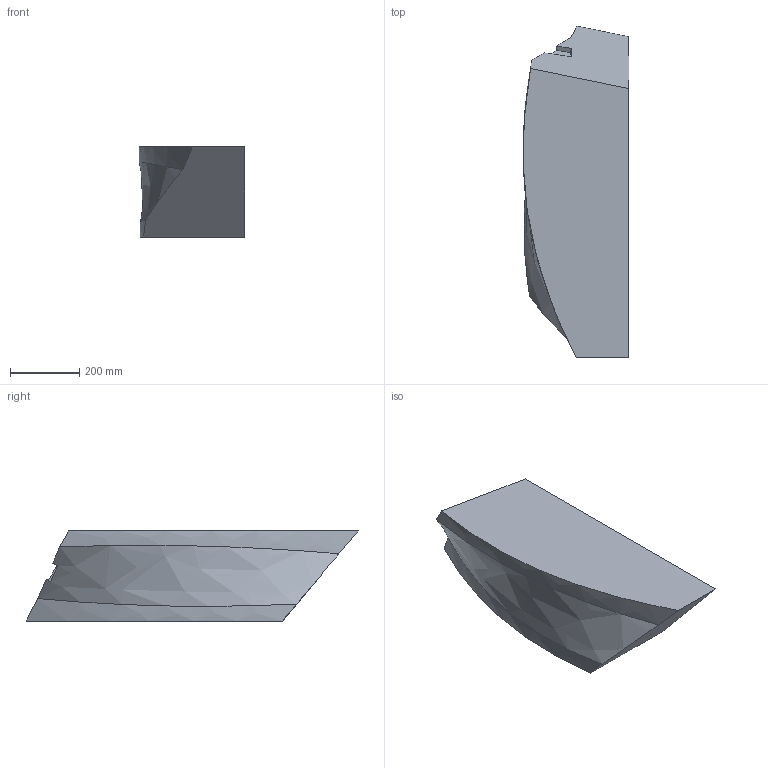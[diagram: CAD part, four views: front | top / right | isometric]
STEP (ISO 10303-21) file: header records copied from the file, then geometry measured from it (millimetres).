
FILE_DESCRIPTION(/* description */ (''),/* implementation_level */ '2;1');
FILE_NAME(/* name */ 'top2.step',/* time_stamp */ '2023-06-06T22:30:11+02:00',/* author */ (''),/* organization */ (''),/* preprocessor_version */ 'ST-DEVELOPER v19.2',/* originating_system */ 'Autodesk Translation Framework v12.4.0.73',/* authorisation */ '');
FILE_SCHEMA (('AUTOMOTIVE_DESIGN { 1 0 10303 214 3 1 1 }'));
Length unit declared in the file: millimetre
Products named in the file (1): mold
Bounding box: 305.67 x 958.63 x 260 mm (x, y, z)
Volume: 53843045.9 mm3; surface area: 961201.1 mm2
Topology: 1 solids, 1 shells, 12 faces, 34 edges, 24 vertices
Faces by surface type: plane 9, bspline 3
Entity records: 851 total; most frequent: CARTESIAN_POINT 537, ORIENTED_EDGE 68, DIRECTION 36, EDGE_CURVE 34, VERTEX_POINT 24, B_SPLINE_CURVE_WITH_KNOTS 18, LINE 16, VECTOR 16
